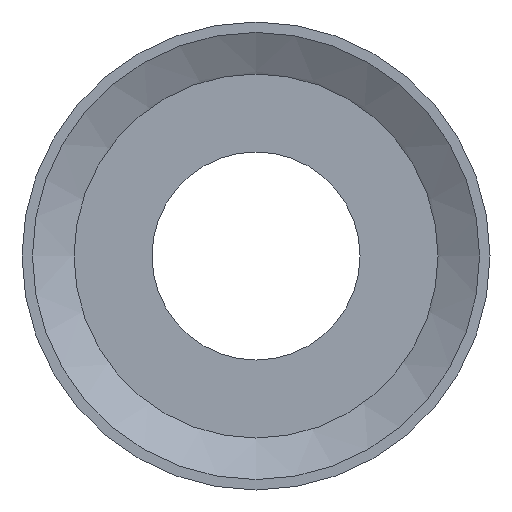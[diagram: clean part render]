
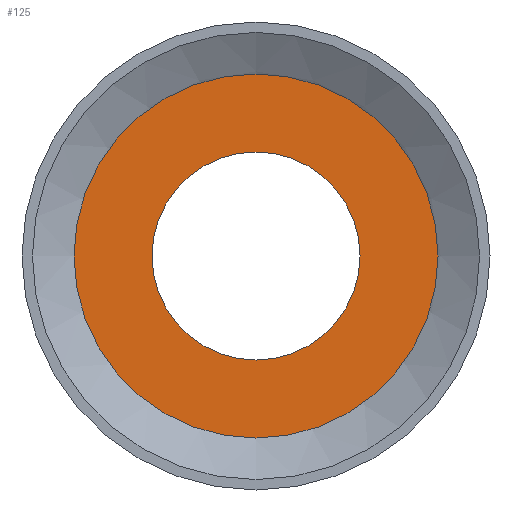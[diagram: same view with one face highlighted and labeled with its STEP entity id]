
A CAD part, front view. The second image highlights one B-rep face of the part: STEP entity #125.
In plain terms, the highlighted planar face has unit normal (0, -1, 0).
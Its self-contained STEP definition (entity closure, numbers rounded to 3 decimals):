
#125=ADVANCED_FACE('',(#191,#192),#143,.T.);
#143=PLANE('',#393);
#191=FACE_BOUND('',#225,.T.);
#192=FACE_BOUND('',#226,.T.);
#225=EDGE_LOOP('',(#287));
#226=EDGE_LOOP('',(#288));
#287=ORIENTED_EDGE('',*,*,#354,.T.);
#288=ORIENTED_EDGE('',*,*,#355,.T.);
#323=VERTEX_POINT('',#546);
#324=VERTEX_POINT('',#548);
#354=EDGE_CURVE('',#323,#323,#367,.T.);
#355=EDGE_CURVE('',#324,#324,#368,.T.);
#367=CIRCLE('',#391,17.5);
#368=CIRCLE('',#392,10.);
#391=AXIS2_PLACEMENT_3D('',#545,#458,#459);
#392=AXIS2_PLACEMENT_3D('',#547,#460,#461);
#393=AXIS2_PLACEMENT_3D('',#549,#462,#463);
#458=DIRECTION('',(0.,-1.,0.));
#459=DIRECTION('',(1.,0.,0.));
#460=DIRECTION('',(0.,1.,0.));
#461=DIRECTION('',(-1.,0.,0.));
#462=DIRECTION('',(0.,-1.,0.));
#463=DIRECTION('',(-1.,0.,0.));
#545=CARTESIAN_POINT('',(0.,0.,0.));
#546=CARTESIAN_POINT('',(17.5,0.,0.));
#547=CARTESIAN_POINT('',(0.,0.,0.));
#548=CARTESIAN_POINT('',(-10.,0.,0.));
#549=CARTESIAN_POINT('',(0.,0.,0.));
